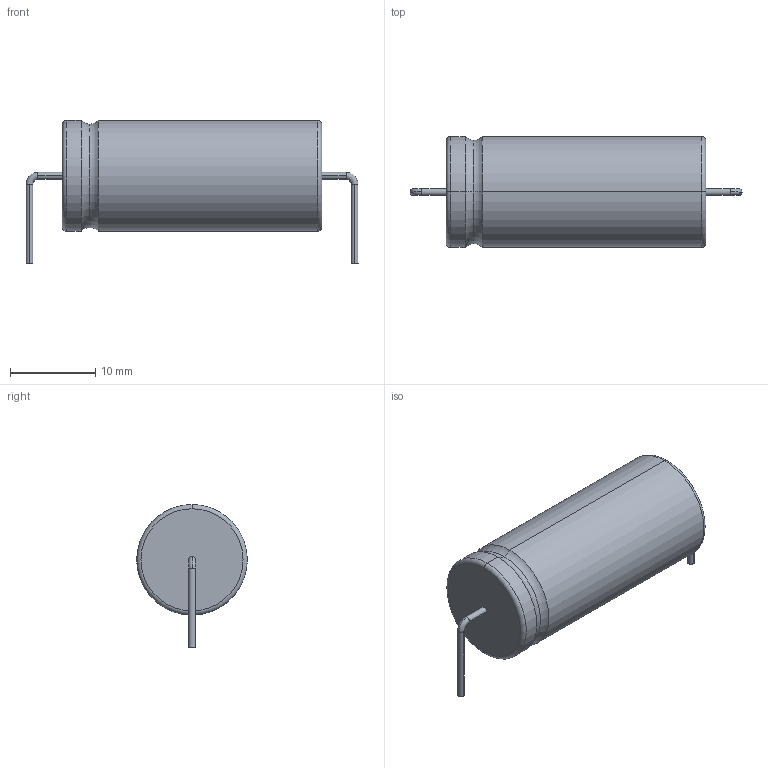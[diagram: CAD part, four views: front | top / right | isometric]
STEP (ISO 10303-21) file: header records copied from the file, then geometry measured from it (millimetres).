
FILE_DESCRIPTION((''),'2;1');
FILE_NAME('CAPPA3810-30500X1300.stp','2008-11-11T17:05:28',(''),(''),'Mechanical Desktop 2006','Mechanical Desktop 2006',', , ');
FILE_SCHEMA(('AUTOMOTIVE_DESIGN { 1 2 10303 214 0 1 1 1 }'));
Length unit declared in the file: millimetre
Products named in the file (1): CAPPA3810-30500X1300
Bounding box: 39 x 13 x 16.8 mm (x, y, z)
Volume: 4035.1 mm3; surface area: 1569.6 mm2
Topology: 3 solids, 3 shells, 30 faces, 62 edges, 38 vertices
Faces by surface type: torus 10, bspline 8, cylinder 8, plane 4
Entity records: 998 total; most frequent: CARTESIAN_POINT 293, DIRECTION 158, ORIENTED_EDGE 124, AXIS2_PLACEMENT_3D 73, EDGE_CURVE 62, CIRCLE 50, VERTEX_POINT 38, EDGE_LOOP 30
